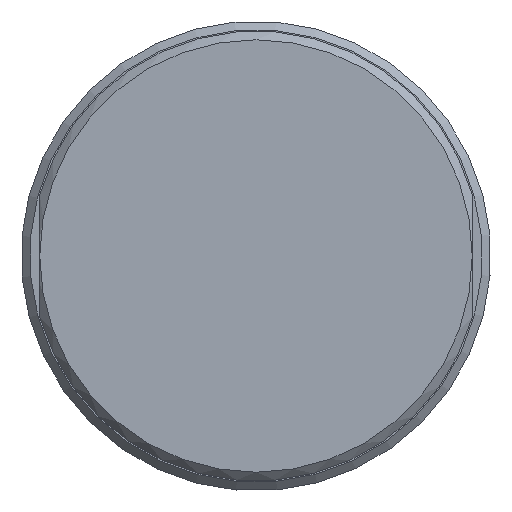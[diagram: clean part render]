
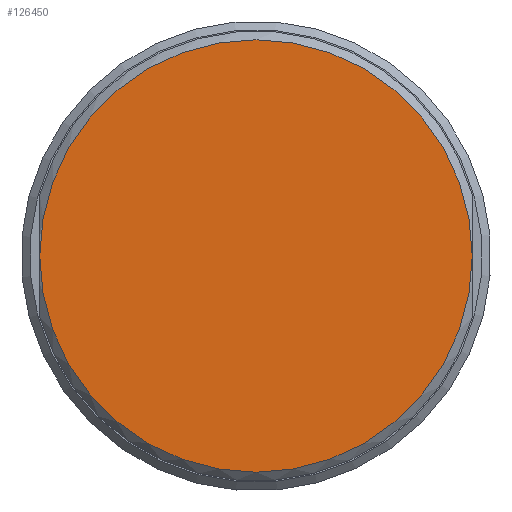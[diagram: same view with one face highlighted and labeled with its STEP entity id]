
A CAD part, left-side view. The second image highlights one B-rep face of the part: STEP entity #126450.
In plain terms, the highlighted planar face has unit normal (-1, 0, 0).
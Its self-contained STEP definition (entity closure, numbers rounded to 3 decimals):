
#126133=CARTESIAN_POINT('',(0.0,-12.5,0.));
#126134=VERTEX_POINT('',#126133);
#126325=CARTESIAN_POINT('',(0.0,12.5,0.));
#126326=VERTEX_POINT('',#126325);
#126327=CARTESIAN_POINT('',(0.0,0.0,0.0));
#126328=DIRECTION('',(1.0,0.0,0.0));
#126329=DIRECTION('',(0.0,-1.0,0.0));
#126330=AXIS2_PLACEMENT_3D('',#126327,#126328,#126329);
#126331=CIRCLE('',#126330,12.5);
#126332=EDGE_CURVE('',#126134,#126326,#126331,.T.);
#126413=CARTESIAN_POINT('',(0.0,0.0,0.0));
#126414=DIRECTION('',(1.0,0.0,0.0));
#126415=DIRECTION('',(0.0,-1.0,0.0));
#126416=AXIS2_PLACEMENT_3D('',#126413,#126414,#126415);
#126417=CIRCLE('',#126416,12.5);
#126418=EDGE_CURVE('',#126326,#126134,#126417,.T.);
#126441=CARTESIAN_POINT('',(0.0,10.688,0.0));
#126442=DIRECTION('',(-1.0,0.0,0.0));
#126443=DIRECTION('',(0.0,0.0,1.0));
#126444=AXIS2_PLACEMENT_3D('',#126441,#126442,#126443);
#126445=PLANE('',#126444);
#126446=ORIENTED_EDGE('',*,*,#126418,.F.);
#126447=ORIENTED_EDGE('',*,*,#126332,.F.);
#126448=EDGE_LOOP('',(#126446,#126447));
#126449=FACE_OUTER_BOUND('',#126448,.T.);
#126450=ADVANCED_FACE('',(#126449),#126445,.T.);
